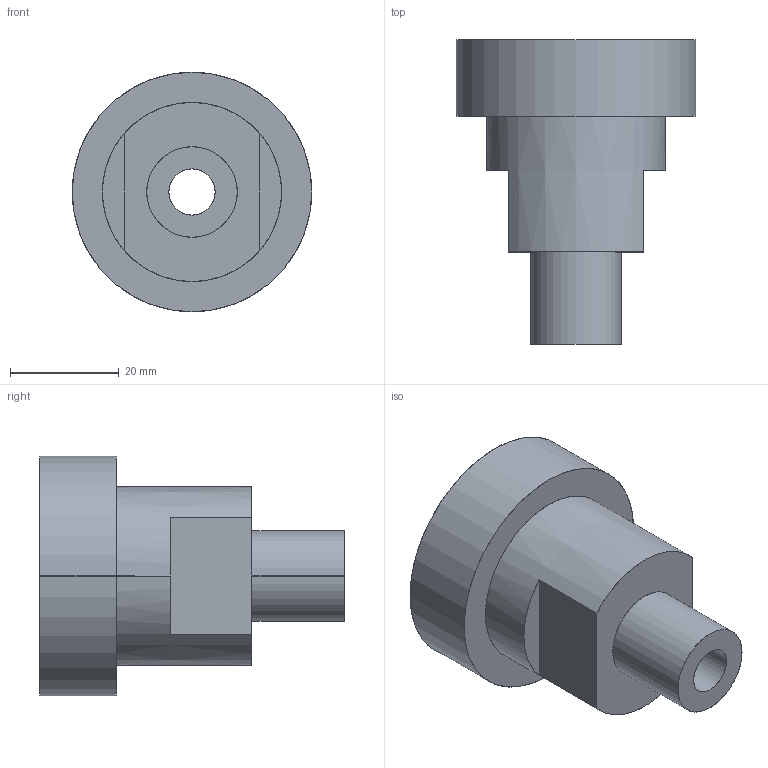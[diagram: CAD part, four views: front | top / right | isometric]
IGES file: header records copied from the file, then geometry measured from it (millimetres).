
Start section: SolidWorks IGES file using analytic representation for surfaces
Global section: file name:Adaptateur PTFE.IGS; native system: SolidWorks 2016; preprocessor: SolidWorks 2016; author: Pierre; date: 190808.160028; units: millimetre
Bounding box: 44.15 x 56.1 x 44.15 mm (x, y, z)
Surface area: 10127.8 mm2 (no closed solid volume)
Topology: 0 solids, 0 shells, 23 faces, 604 edges, 604 vertices
Faces by surface type: revolution 14, bspline 9
